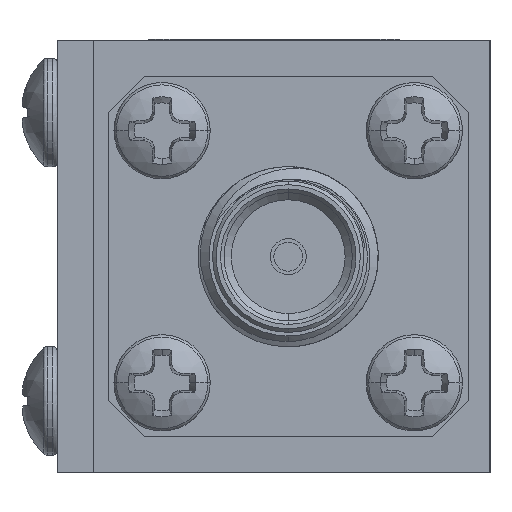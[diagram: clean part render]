
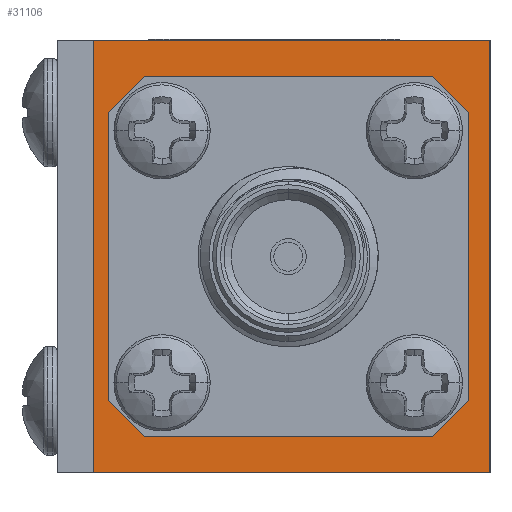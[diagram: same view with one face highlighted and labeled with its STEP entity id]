
A CAD part, left-side view. The second image highlights one B-rep face of the part: STEP entity #31106.
In plain terms, the highlighted planar face has unit normal (-1, 0, 0).
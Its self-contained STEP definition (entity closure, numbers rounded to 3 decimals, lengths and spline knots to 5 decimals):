
#902 = LINE ( 'NONE', #5922, #7612 ) ;
#1335 = LINE ( 'NONE', #25112, #23915 ) ;
#1344 = ORIENTED_EDGE ( 'NONE', *, *, #32860, .T. ) ;
#1931 = VECTOR ( 'NONE', #4303, 39.37008 ) ;
#2633 = EDGE_CURVE ( 'NONE', #15940, #33122, #9485, .T. ) ;
#2640 = EDGE_CURVE ( 'NONE', #20098, #34694, #1335, .T. ) ;
#3181 = CARTESIAN_POINT ( 'NONE',  ( -0.425, -0.27, -0.2 ) ) ;
#3645 = ORIENTED_EDGE ( 'NONE', *, *, #36673, .F. ) ;
#3704 = DIRECTION ( 'NONE',  ( 0., -1., 0. ) ) ;
#3773 = LINE ( 'NONE', #8980, #13898 ) ;
#3792 = VERTEX_POINT ( 'NONE', #34795 ) ;
#3877 = CARTESIAN_POINT ( 'NONE',  ( -0.425, -0.3, 0.3 ) ) ;
#3945 = ORIENTED_EDGE ( 'NONE', *, *, #34553, .T. ) ;
#4138 = VECTOR ( 'NONE', #31507, 39.37008 ) ;
#4303 = DIRECTION ( 'NONE',  ( 0., -0.707, -0.707 ) ) ;
#4489 = CARTESIAN_POINT ( 'NONE',  ( -0.425, -0.245, -0.225 ) ) ;
#4706 = VERTEX_POINT ( 'NONE', #22161 ) ;
#4975 = VECTOR ( 'NONE', #15494, 39.37008 ) ;
#5597 = VECTOR ( 'NONE', #34682, 39.37008 ) ;
#5922 = CARTESIAN_POINT ( 'NONE',  ( -0.425, 0.23, -0.25 ) ) ;
#6059 = ORIENTED_EDGE ( 'NONE', *, *, #7080, .T. ) ;
#6813 = CARTESIAN_POINT ( 'NONE',  ( -0.425, -0.27, -0.25 ) ) ;
#6860 = FACE_OUTER_BOUND ( 'NONE', #19736, .T. ) ;
#6958 = DIRECTION ( 'NONE',  ( 0., -0.707, 0.707 ) ) ;
#6981 = LINE ( 'NONE', #20166, #22347 ) ;
#7080 = EDGE_CURVE ( 'NONE', #22008, #29386, #15893, .T. ) ;
#7083 = CARTESIAN_POINT ( 'NONE',  ( -0.425, 0.25, -0.3 ) ) ;
#7573 = VECTOR ( 'NONE', #3704, 39.37008 ) ;
#7612 = VECTOR ( 'NONE', #36764, 39.37008 ) ;
#8601 = EDGE_CURVE ( 'NONE', #20098, #34661, #902, .T. ) ;
#8916 = ORIENTED_EDGE ( 'NONE', *, *, #25268, .T. ) ;
#8980 = CARTESIAN_POINT ( 'NONE',  ( -0.425, -0.3, -0.3 ) ) ;
#9135 = VERTEX_POINT ( 'NONE', #3181 ) ;
#9485 = LINE ( 'NONE', #24976, #7573 ) ;
#9861 = LINE ( 'NONE', #4489, #21430 ) ;
#10352 = CARTESIAN_POINT ( 'NONE',  ( -0.425, -0.22, -0.25 ) ) ;
#10761 = ORIENTED_EDGE ( 'NONE', *, *, #13601, .F. ) ;
#10778 = LINE ( 'NONE', #37204, #4975 ) ;
#10796 = DIRECTION ( 'NONE',  ( 0., 1., 0. ) ) ;
#10819 = ORIENTED_EDGE ( 'NONE', *, *, #2633, .F. ) ;
#10895 = ORIENTED_EDGE ( 'NONE', *, *, #2640, .T. ) ;
#11606 = ORIENTED_EDGE ( 'NONE', *, *, #39066, .F. ) ;
#12077 = VERTEX_POINT ( 'NONE', #7083 ) ;
#12635 = CARTESIAN_POINT ( 'NONE',  ( -0.425, 0.23, -0.2 ) ) ;
#13209 = CARTESIAN_POINT ( 'NONE',  ( -0.425, -0.3, 0.3 ) ) ;
#13601 = EDGE_CURVE ( 'NONE', #22008, #34694, #6981, .T. ) ;
#13898 = VECTOR ( 'NONE', #30291, 39.37008 ) ;
#15494 = DIRECTION ( 'NONE',  ( 0., 0., 1. ) ) ;
#15501 = CARTESIAN_POINT ( 'NONE',  ( -0.425, -0.22, 0.25 ) ) ;
#15618 = AXIS2_PLACEMENT_3D ( 'NONE', #25795, #38373, #16504 ) ;
#15893 = LINE ( 'NONE', #34889, #1931 ) ;
#15940 = VERTEX_POINT ( 'NONE', #19700 ) ;
#16504 = DIRECTION ( 'NONE',  ( 0., 0., -1. ) ) ;
#16900 = PLANE ( 'NONE',  #15618 ) ;
#19700 = CARTESIAN_POINT ( 'NONE',  ( -0.425, 0.18, -0.25 ) ) ;
#19736 = EDGE_LOOP ( 'NONE', ( #11606, #3945, #3645, #36312 ) ) ;
#20098 = VERTEX_POINT ( 'NONE', #29538 ) ;
#20166 = CARTESIAN_POINT ( 'NONE',  ( -0.425, -0.27, 0.25 ) ) ;
#20698 = CARTESIAN_POINT ( 'NONE',  ( -0.425, 0.205, -0.225 ) ) ;
#21169 = VECTOR ( 'NONE', #38800, 39.37008 ) ;
#21430 = VECTOR ( 'NONE', #25984, 39.37008 ) ;
#22008 = VERTEX_POINT ( 'NONE', #15501 ) ;
#22161 = CARTESIAN_POINT ( 'NONE',  ( -0.425, 0.25, 0.3 ) ) ;
#22347 = VECTOR ( 'NONE', #10796, 39.37008 ) ;
#23256 = CARTESIAN_POINT ( 'NONE',  ( -0.425, -0.27, 0.2 ) ) ;
#23764 = LINE ( 'NONE', #13209, #34766 ) ;
#23915 = VECTOR ( 'NONE', #6958, 39.37008 ) ;
#24465 = VERTEX_POINT ( 'NONE', #25134 ) ;
#24846 = LINE ( 'NONE', #6813, #5597 ) ;
#24976 = CARTESIAN_POINT ( 'NONE',  ( -0.425, -0.27, -0.25 ) ) ;
#25112 = CARTESIAN_POINT ( 'NONE',  ( -0.425, 0.205, 0.225 ) ) ;
#25134 = CARTESIAN_POINT ( 'NONE',  ( -0.425, -0.3, -0.3 ) ) ;
#25152 = EDGE_CURVE ( 'NONE', #9135, #29386, #24846, .T. ) ;
#25268 = EDGE_CURVE ( 'NONE', #9135, #33122, #9861, .T. ) ;
#25795 = CARTESIAN_POINT ( 'NONE',  ( -0.425, -0.3, 0.3 ) ) ;
#25984 = DIRECTION ( 'NONE',  ( 0., 0.707, -0.707 ) ) ;
#28904 = FACE_BOUND ( 'NONE', #34943, .T. ) ;
#28941 = ORIENTED_EDGE ( 'NONE', *, *, #25152, .F. ) ;
#29113 = EDGE_CURVE ( 'NONE', #4706, #3792, #23764, .T. ) ;
#29386 = VERTEX_POINT ( 'NONE', #23256 ) ;
#29538 = CARTESIAN_POINT ( 'NONE',  ( -0.425, 0.23, 0.2 ) ) ;
#30291 = DIRECTION ( 'NONE',  ( 0., -1., 0. ) ) ;
#31106 = ADVANCED_FACE ( 'NONE', ( #28904, #6860 ), #16900, .F. ) ;
#31226 = LINE ( 'NONE', #20698, #21169 ) ;
#31507 = DIRECTION ( 'NONE',  ( 0., 0., -1. ) ) ;
#32860 = EDGE_CURVE ( 'NONE', #15940, #34661, #31226, .T. ) ;
#33122 = VERTEX_POINT ( 'NONE', #10352 ) ;
#33785 = CARTESIAN_POINT ( 'NONE',  ( -0.425, 0.18, 0.25 ) ) ;
#33887 = LINE ( 'NONE', #3877, #4138 ) ;
#34553 = EDGE_CURVE ( 'NONE', #12077, #24465, #3773, .T. ) ;
#34645 = DIRECTION ( 'NONE',  ( 0., -1., 0. ) ) ;
#34661 = VERTEX_POINT ( 'NONE', #12635 ) ;
#34682 = DIRECTION ( 'NONE',  ( 0., 0., 1. ) ) ;
#34694 = VERTEX_POINT ( 'NONE', #33785 ) ;
#34766 = VECTOR ( 'NONE', #34645, 39.37008 ) ;
#34795 = CARTESIAN_POINT ( 'NONE',  ( -0.425, -0.3, 0.3 ) ) ;
#34889 = CARTESIAN_POINT ( 'NONE',  ( -0.425, -0.245, 0.225 ) ) ;
#34943 = EDGE_LOOP ( 'NONE', ( #10819, #1344, #38239, #10895, #10761, #6059, #28941, #8916 ) ) ;
#36312 = ORIENTED_EDGE ( 'NONE', *, *, #29113, .F. ) ;
#36673 = EDGE_CURVE ( 'NONE', #3792, #24465, #33887, .T. ) ;
#36764 = DIRECTION ( 'NONE',  ( 0., 0., -1. ) ) ;
#37204 = CARTESIAN_POINT ( 'NONE',  ( -0.425, 0.25, 0.3 ) ) ;
#38239 = ORIENTED_EDGE ( 'NONE', *, *, #8601, .F. ) ;
#38373 = DIRECTION ( 'NONE',  ( 1., 0., 0. ) ) ;
#38800 = DIRECTION ( 'NONE',  ( 0., 0.707, 0.707 ) ) ;
#39066 = EDGE_CURVE ( 'NONE', #12077, #4706, #10778, .T. ) ;
